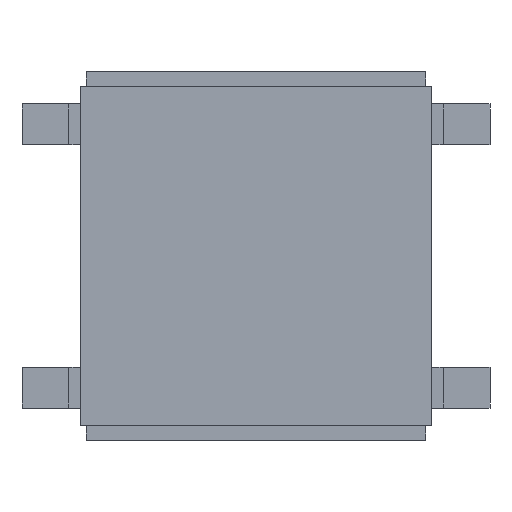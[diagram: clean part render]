
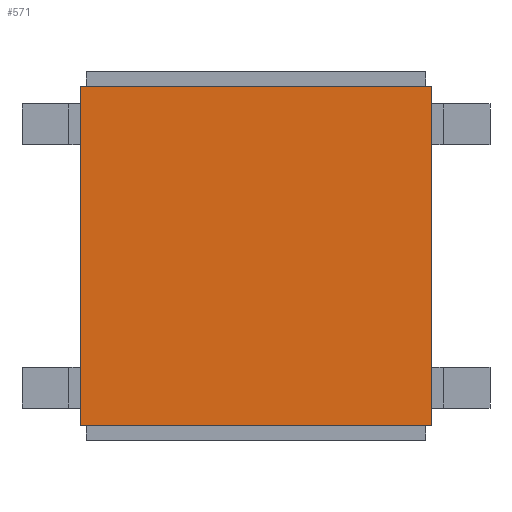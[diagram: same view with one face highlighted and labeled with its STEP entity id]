
A CAD part, front view. The second image highlights one B-rep face of the part: STEP entity #571.
In plain terms, the highlighted planar face has unit normal (0, -1, 0).
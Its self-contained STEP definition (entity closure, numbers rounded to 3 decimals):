
#238 = EDGE_CURVE('',#239,#241,#243,.T.);
#239 = VERTEX_POINT('',#240);
#240 = CARTESIAN_POINT('',(3.,0.1,2.9));
#241 = VERTEX_POINT('',#242);
#242 = CARTESIAN_POINT('',(3.,0.1,-2.9));
#243 = LINE('',#244,#245);
#244 = CARTESIAN_POINT('',(3.,0.1,2.9));
#245 = VECTOR('',#246,1.);
#246 = DIRECTION('',(0.,0.,-1.));
#467 = VERTEX_POINT('',#468);
#468 = CARTESIAN_POINT('',(-3.,0.1,2.9));
#474 = EDGE_CURVE('',#467,#239,#475,.T.);
#475 = LINE('',#476,#477);
#476 = CARTESIAN_POINT('',(-3.,0.1,2.9));
#477 = VECTOR('',#478,1.);
#478 = DIRECTION('',(1.,0.,0.));
#571 = ADVANCED_FACE('',(#572),#590,.T.);
#572 = FACE_BOUND('',#573,.T.);
#573 = EDGE_LOOP('',(#574,#582,#588,#589));
#574 = ORIENTED_EDGE('',*,*,#575,.F.);
#575 = EDGE_CURVE('',#576,#467,#578,.T.);
#576 = VERTEX_POINT('',#577);
#577 = CARTESIAN_POINT('',(-3.,0.1,-2.9));
#578 = LINE('',#579,#580);
#579 = CARTESIAN_POINT('',(-3.,0.1,2.9));
#580 = VECTOR('',#581,1.);
#581 = DIRECTION('',(0.,0.,1.));
#582 = ORIENTED_EDGE('',*,*,#583,.F.);
#583 = EDGE_CURVE('',#241,#576,#584,.T.);
#584 = LINE('',#585,#586);
#585 = CARTESIAN_POINT('',(-3.,0.1,-2.9));
#586 = VECTOR('',#587,1.);
#587 = DIRECTION('',(-1.,0.,0.));
#588 = ORIENTED_EDGE('',*,*,#238,.F.);
#589 = ORIENTED_EDGE('',*,*,#474,.F.);
#590 = PLANE('',#591);
#591 = AXIS2_PLACEMENT_3D('',#592,#593,#594);
#592 = CARTESIAN_POINT('',(-3.,0.1,-2.9));
#593 = DIRECTION('',(0.,-1.,0.));
#594 = DIRECTION('',(0.,0.,-1.));
